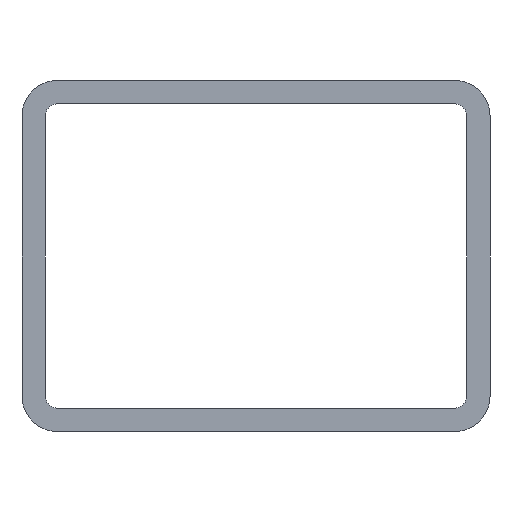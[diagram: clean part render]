
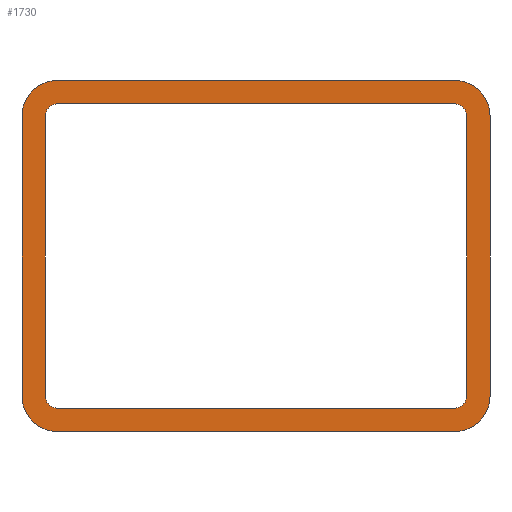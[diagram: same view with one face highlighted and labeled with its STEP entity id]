
A CAD part, front view. The second image highlights one B-rep face of the part: STEP entity #1730.
In plain terms, the highlighted planar face has unit normal (0, -1, 0).
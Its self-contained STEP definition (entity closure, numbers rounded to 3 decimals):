
#6 = CARTESIAN_POINT ( 'NONE',  ( -17., 0., 13. ) ) ;
#52 = EDGE_CURVE ( 'NONE', #563, #1505, #1159, .T. ) ;
#79 = ORIENTED_EDGE ( 'NONE', *, *, #2207, .F. ) ;
#95 = LINE ( 'NONE', #3198, #1345 ) ;
#162 = CARTESIAN_POINT ( 'NONE',  ( 17., 0., -15. ) ) ;
#169 = CARTESIAN_POINT ( 'NONE',  ( 17., 0., -12. ) ) ;
#219 = CARTESIAN_POINT ( 'NONE',  ( 20., 0., -12. ) ) ;
#238 = DIRECTION ( 'NONE',  ( 0., 1., 0. ) ) ;
#257 = EDGE_CURVE ( 'NONE', #3225, #4163, #1896, .T. ) ;
#281 = CARTESIAN_POINT ( 'NONE',  ( -17., 0., 15. ) ) ;
#291 = ORIENTED_EDGE ( 'NONE', *, *, #3097, .F. ) ;
#326 = DIRECTION ( 'NONE',  ( 0., 1., 0. ) ) ;
#330 = VECTOR ( 'NONE', #2061, 1000. ) ;
#344 = CARTESIAN_POINT ( 'NONE',  ( -20., 0., -12. ) ) ;
#352 = DIRECTION ( 'NONE',  ( 0., 0., 1. ) ) ;
#412 = CARTESIAN_POINT ( 'NONE',  ( 18., 0., -12. ) ) ;
#480 = CARTESIAN_POINT ( 'NONE',  ( 17., 0., 12. ) ) ;
#563 = VERTEX_POINT ( 'NONE', #412 ) ;
#565 = ORIENTED_EDGE ( 'NONE', *, *, #2938, .T. ) ;
#639 = ORIENTED_EDGE ( 'NONE', *, *, #3630, .F. ) ;
#672 = VERTEX_POINT ( 'NONE', #162 ) ;
#681 = VERTEX_POINT ( 'NONE', #841 ) ;
#692 = CARTESIAN_POINT ( 'NONE',  ( -17., 0., 12. ) ) ;
#740 = DIRECTION ( 'NONE',  ( 0., 1., 0. ) ) ;
#841 = CARTESIAN_POINT ( 'NONE',  ( 18., 0., 12. ) ) ;
#857 = LINE ( 'NONE', #3409, #330 ) ;
#896 = EDGE_CURVE ( 'NONE', #681, #563, #4332, .T. ) ;
#914 = ORIENTED_EDGE ( 'NONE', *, *, #2075, .T. ) ;
#970 = VECTOR ( 'NONE', #2001, 1000. ) ;
#972 = ORIENTED_EDGE ( 'NONE', *, *, #1400, .T. ) ;
#1030 = DIRECTION ( 'NONE',  ( 0., 0., 1. ) ) ;
#1078 = ORIENTED_EDGE ( 'NONE', *, *, #3112, .F. ) ;
#1105 = CARTESIAN_POINT ( 'NONE',  ( 20., 0., 12. ) ) ;
#1112 = CARTESIAN_POINT ( 'NONE',  ( 17., 0., -15. ) ) ;
#1159 = CIRCLE ( 'NONE', #4281, 1. ) ;
#1182 = VERTEX_POINT ( 'NONE', #219 ) ;
#1190 = CIRCLE ( 'NONE', #1746, 1. ) ;
#1245 = CARTESIAN_POINT ( 'NONE',  ( -18., 0., -12. ) ) ;
#1265 = DIRECTION ( 'NONE',  ( 0., 1., 0. ) ) ;
#1280 = DIRECTION ( 'NONE',  ( -1., 0., 0. ) ) ;
#1313 = ORIENTED_EDGE ( 'NONE', *, *, #3447, .T. ) ;
#1345 = VECTOR ( 'NONE', #3548, 1000. ) ;
#1379 = DIRECTION ( 'NONE',  ( 0., 1., 0. ) ) ;
#1400 = EDGE_CURVE ( 'NONE', #3838, #2755, #1660, .T. ) ;
#1448 = ORIENTED_EDGE ( 'NONE', *, *, #896, .T. ) ;
#1498 = PLANE ( 'NONE',  #2164 ) ;
#1505 = VERTEX_POINT ( 'NONE', #3030 ) ;
#1511 = CARTESIAN_POINT ( 'NONE',  ( 18., 0., -12. ) ) ;
#1547 = CIRCLE ( 'NONE', #4348, 3. ) ;
#1571 = VECTOR ( 'NONE', #1646, 1000. ) ;
#1606 = DIRECTION ( 'NONE',  ( 0., 0., 1. ) ) ;
#1631 = CARTESIAN_POINT ( 'NONE',  ( -17., 0., -15. ) ) ;
#1646 = DIRECTION ( 'NONE',  ( 0., 0., -1. ) ) ;
#1660 = LINE ( 'NONE', #6, #970 ) ;
#1730 = ADVANCED_FACE ( 'NONE', ( #3599, #2898 ), #1498, .F. ) ;
#1746 = AXIS2_PLACEMENT_3D ( 'NONE', #4058, #740, #352 ) ;
#1762 = DIRECTION ( 'NONE',  ( 0., 1., 0. ) ) ;
#1780 = DIRECTION ( 'NONE',  ( -1., 0., 0. ) ) ;
#1829 = LINE ( 'NONE', #2663, #1571 ) ;
#1850 = DIRECTION ( 'NONE',  ( 0., 0., 1. ) ) ;
#1896 = CIRCLE ( 'NONE', #2678, 3. ) ;
#2001 = DIRECTION ( 'NONE',  ( 1., 0., 0. ) ) ;
#2040 = VERTEX_POINT ( 'NONE', #2051 ) ;
#2051 = CARTESIAN_POINT ( 'NONE',  ( -20., 0., 12. ) ) ;
#2061 = DIRECTION ( 'NONE',  ( 0., 0., 1. ) ) ;
#2075 = EDGE_CURVE ( 'NONE', #2145, #3564, #4188, .T. ) ;
#2083 = CARTESIAN_POINT ( 'NONE',  ( -17., 0., -12. ) ) ;
#2097 = DIRECTION ( 'NONE',  ( 0., 0., 1. ) ) ;
#2099 = EDGE_CURVE ( 'NONE', #3082, #2040, #857, .T. ) ;
#2116 = CARTESIAN_POINT ( 'NONE',  ( -18., 0., 12. ) ) ;
#2145 = VERTEX_POINT ( 'NONE', #3032 ) ;
#2154 = ORIENTED_EDGE ( 'NONE', *, *, #2099, .F. ) ;
#2164 = AXIS2_PLACEMENT_3D ( 'NONE', #3863, #3536, #4216 ) ;
#2207 = EDGE_CURVE ( 'NONE', #672, #2591, #3320, .T. ) ;
#2235 = CARTESIAN_POINT ( 'NONE',  ( -17., 0., -12. ) ) ;
#2244 = CIRCLE ( 'NONE', #3111, 3. ) ;
#2310 = DIRECTION ( 'NONE',  ( 0., 0., 1. ) ) ;
#2315 = CARTESIAN_POINT ( 'NONE',  ( -17., 0., 13. ) ) ;
#2422 = ORIENTED_EDGE ( 'NONE', *, *, #2657, .F. ) ;
#2445 = AXIS2_PLACEMENT_3D ( 'NONE', #692, #326, #2310 ) ;
#2447 = EDGE_CURVE ( 'NONE', #2591, #3082, #1547, .T. ) ;
#2452 = EDGE_LOOP ( 'NONE', ( #565, #1448, #4289, #2908, #914, #1313, #3203, #972 ) ) ;
#2528 = DIRECTION ( 'NONE',  ( 0., 0., 1. ) ) ;
#2543 = EDGE_CURVE ( 'NONE', #1505, #2145, #3539, .T. ) ;
#2587 = VERTEX_POINT ( 'NONE', #281 ) ;
#2591 = VERTEX_POINT ( 'NONE', #1631 ) ;
#2596 = ORIENTED_EDGE ( 'NONE', *, *, #257, .F. ) ;
#2657 = EDGE_CURVE ( 'NONE', #1182, #672, #2244, .T. ) ;
#2663 = CARTESIAN_POINT ( 'NONE',  ( 20., 0., -12. ) ) ;
#2678 = AXIS2_PLACEMENT_3D ( 'NONE', #3235, #1265, #1606 ) ;
#2688 = VECTOR ( 'NONE', #1780, 1000. ) ;
#2755 = VERTEX_POINT ( 'NONE', #2794 ) ;
#2794 = CARTESIAN_POINT ( 'NONE',  ( 17., 0., 13. ) ) ;
#2849 = DIRECTION ( 'NONE',  ( 0., 1., 0. ) ) ;
#2854 = VERTEX_POINT ( 'NONE', #2116 ) ;
#2879 = DIRECTION ( 'NONE',  ( 0., 1., 0. ) ) ;
#2898 = FACE_OUTER_BOUND ( 'NONE', #3279, .T. ) ;
#2908 = ORIENTED_EDGE ( 'NONE', *, *, #2543, .T. ) ;
#2938 = EDGE_CURVE ( 'NONE', #2755, #681, #3183, .T. ) ;
#2982 = DIRECTION ( 'NONE',  ( 0., 0., 1. ) ) ;
#3030 = CARTESIAN_POINT ( 'NONE',  ( 17., 0., -13. ) ) ;
#3032 = CARTESIAN_POINT ( 'NONE',  ( -17., 0., -13. ) ) ;
#3036 = CARTESIAN_POINT ( 'NONE',  ( 17., 0., -12. ) ) ;
#3082 = VERTEX_POINT ( 'NONE', #344 ) ;
#3097 = EDGE_CURVE ( 'NONE', #2040, #2587, #4365, .T. ) ;
#3111 = AXIS2_PLACEMENT_3D ( 'NONE', #3036, #1379, #1030 ) ;
#3112 = EDGE_CURVE ( 'NONE', #4163, #1182, #1829, .T. ) ;
#3183 = CIRCLE ( 'NONE', #3655, 1. ) ;
#3198 = CARTESIAN_POINT ( 'NONE',  ( -17., 0., 15. ) ) ;
#3203 = ORIENTED_EDGE ( 'NONE', *, *, #3970, .T. ) ;
#3225 = VERTEX_POINT ( 'NONE', #3372 ) ;
#3235 = CARTESIAN_POINT ( 'NONE',  ( 17., 0., 12. ) ) ;
#3279 = EDGE_LOOP ( 'NONE', ( #291, #2154, #3417, #79, #2422, #1078, #2596, #639 ) ) ;
#3320 = LINE ( 'NONE', #1112, #2688 ) ;
#3360 = VECTOR ( 'NONE', #1280, 1000. ) ;
#3372 = CARTESIAN_POINT ( 'NONE',  ( 17., 0., 15. ) ) ;
#3409 = CARTESIAN_POINT ( 'NONE',  ( -20., 0., 12. ) ) ;
#3416 = VECTOR ( 'NONE', #3582, 1000. ) ;
#3417 = ORIENTED_EDGE ( 'NONE', *, *, #2447, .F. ) ;
#3447 = EDGE_CURVE ( 'NONE', #3564, #2854, #3768, .T. ) ;
#3454 = AXIS2_PLACEMENT_3D ( 'NONE', #2083, #1762, #2097 ) ;
#3536 = DIRECTION ( 'NONE',  ( 0., 1., 0. ) ) ;
#3539 = LINE ( 'NONE', #4002, #3360 ) ;
#3548 = DIRECTION ( 'NONE',  ( 1., 0., 0. ) ) ;
#3564 = VERTEX_POINT ( 'NONE', #1245 ) ;
#3582 = DIRECTION ( 'NONE',  ( 0., 0., -1. ) ) ;
#3599 = FACE_BOUND ( 'NONE', #2452, .T. ) ;
#3630 = EDGE_CURVE ( 'NONE', #2587, #3225, #95, .T. ) ;
#3655 = AXIS2_PLACEMENT_3D ( 'NONE', #480, #2849, #1850 ) ;
#3768 = LINE ( 'NONE', #4178, #3931 ) ;
#3838 = VERTEX_POINT ( 'NONE', #2315 ) ;
#3863 = CARTESIAN_POINT ( 'NONE',  ( -17., 0., 12. ) ) ;
#3931 = VECTOR ( 'NONE', #4133, 1000. ) ;
#3970 = EDGE_CURVE ( 'NONE', #2854, #3838, #1190, .T. ) ;
#4002 = CARTESIAN_POINT ( 'NONE',  ( 17., 0., -13. ) ) ;
#4058 = CARTESIAN_POINT ( 'NONE',  ( -17., 0., 12. ) ) ;
#4133 = DIRECTION ( 'NONE',  ( 0., 0., 1. ) ) ;
#4163 = VERTEX_POINT ( 'NONE', #1105 ) ;
#4178 = CARTESIAN_POINT ( 'NONE',  ( -18., 0., 12. ) ) ;
#4188 = CIRCLE ( 'NONE', #3454, 1. ) ;
#4216 = DIRECTION ( 'NONE',  ( 0., 0., 1. ) ) ;
#4281 = AXIS2_PLACEMENT_3D ( 'NONE', #169, #2879, #2528 ) ;
#4289 = ORIENTED_EDGE ( 'NONE', *, *, #52, .T. ) ;
#4332 = LINE ( 'NONE', #1511, #3416 ) ;
#4348 = AXIS2_PLACEMENT_3D ( 'NONE', #2235, #238, #2982 ) ;
#4365 = CIRCLE ( 'NONE', #2445, 3. ) ;
